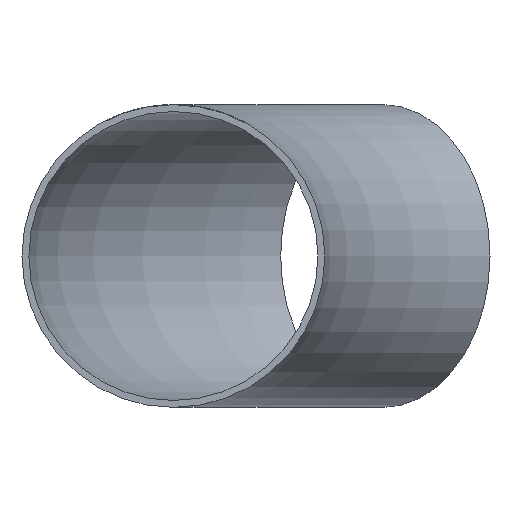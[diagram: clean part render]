
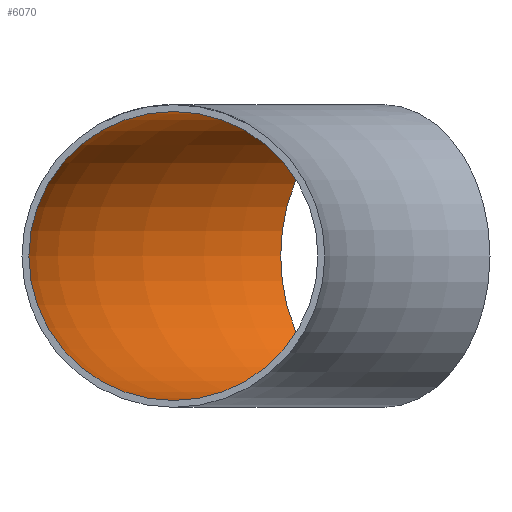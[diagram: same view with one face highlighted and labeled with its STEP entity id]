
A CAD part, front view. The second image highlights one B-rep face of the part: STEP entity #6070.
In plain terms, the highlighted toroidal (fillet/blend) face has major radius 270 mm and minor radius 54.55 mm.
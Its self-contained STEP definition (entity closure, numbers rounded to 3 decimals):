
#262 = VERTEX_POINT ( 'NONE', #1832 ) ;
#632 = CARTESIAN_POINT ( 'NONE',  ( 0., 0., 0. ) ) ;
#1086 = CIRCLE ( 'NONE', #7704, 54.55 ) ;
#1798 = FACE_OUTER_BOUND ( 'NONE', #4725, .T. ) ;
#1832 = CARTESIAN_POINT ( 'NONE',  ( -270., 0., 54.55 ) ) ;
#2301 = DIRECTION ( 'NONE',  ( 0., 0., -1. ) ) ;
#2647 = DIRECTION ( 'NONE',  ( 0., 1., 0. ) ) ;
#4725 = EDGE_LOOP ( 'NONE', ( #18355 ) ) ;
#6070 = ADVANCED_FACE ( 'NONE', ( #1798, #14622 ), #15478, .F. ) ;
#7421 = CARTESIAN_POINT ( 'NONE',  ( -190.919, 190.919, 0. ) ) ;
#7704 = AXIS2_PLACEMENT_3D ( 'NONE', #12593, #2647, #18582 ) ;
#8051 = VERTEX_POINT ( 'NONE', #8160 ) ;
#8160 = CARTESIAN_POINT ( 'NONE',  ( -229.492, 229.492, 0. ) ) ;
#10185 = AXIS2_PLACEMENT_3D ( 'NONE', #632, #2301, #18028 ) ;
#12593 = CARTESIAN_POINT ( 'NONE',  ( -270., 0., 0. ) ) ;
#14046 = AXIS2_PLACEMENT_3D ( 'NONE', #7421, #15506, #16769 ) ;
#14622 = FACE_OUTER_BOUND ( 'NONE', #18636, .T. ) ;
#15478 = TOROIDAL_SURFACE ( 'NONE', #10185, 270., 54.55 ) ;
#15506 = DIRECTION ( 'NONE',  ( 0.707, 0.707, 0. ) ) ;
#16708 = EDGE_CURVE ( 'NONE', #262, #262, #1086, .T. ) ;
#16753 = ORIENTED_EDGE ( 'NONE', *, *, #16708, .F. ) ;
#16769 = DIRECTION ( 'NONE',  ( -0.707, 0.707, 0. ) ) ;
#18028 = DIRECTION ( 'NONE',  ( -1., 0., 0. ) ) ;
#18355 = ORIENTED_EDGE ( 'NONE', *, *, #20511, .T. ) ;
#18582 = DIRECTION ( 'NONE',  ( 0., 0., 1. ) ) ;
#18636 = EDGE_LOOP ( 'NONE', ( #16753 ) ) ;
#19677 = CIRCLE ( 'NONE', #14046, 54.55 ) ;
#20511 = EDGE_CURVE ( 'NONE', #8051, #8051, #19677, .T. ) ;
